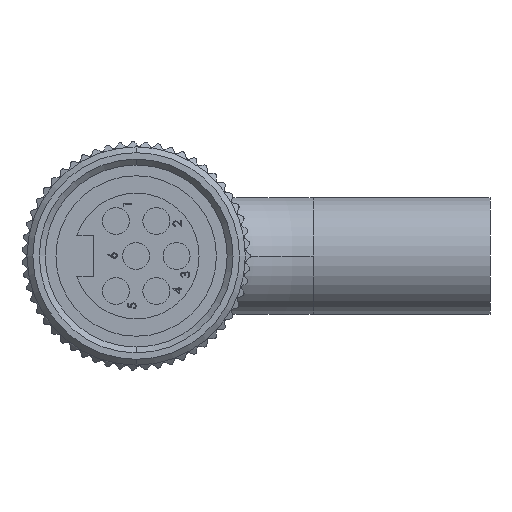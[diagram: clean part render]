
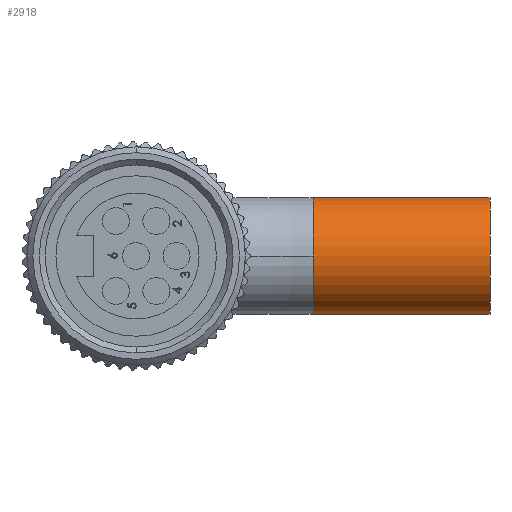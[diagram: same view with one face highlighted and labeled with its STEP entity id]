
A CAD part, left-side view. The second image highlights one B-rep face of the part: STEP entity #2918.
In plain terms, the highlighted cylindrical face has radius 6.605 mm (diameter 13.21 mm), a partial arc.
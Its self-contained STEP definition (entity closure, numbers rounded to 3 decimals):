
#13 = CARTESIAN_POINT ( 'NONE',  ( 71.88, -20., 0. ) ) ;
#1419 = VERTEX_POINT ( 'NONE', #14494 ) ;
#1746 = EDGE_CURVE ( 'NONE', #21265, #12396, #8680, .T. ) ;
#1830 = DIRECTION ( 'NONE',  ( 0., 0., -1. ) ) ;
#2412 = EDGE_CURVE ( 'NONE', #12396, #1419, #13753, .T. ) ;
#2596 = CYLINDRICAL_SURFACE ( 'NONE', #14681, 6.605 ) ;
#2918 = ADVANCED_FACE ( 'NONE', ( #7288 ), #2596, .T. ) ;
#3305 = DIRECTION ( 'NONE',  ( 0., -1., 0. ) ) ;
#4452 = ORIENTED_EDGE ( 'NONE', *, *, #6486, .F. ) ;
#4949 = CARTESIAN_POINT ( 'NONE',  ( 71.88, -20., -6.605 ) ) ;
#5088 = CARTESIAN_POINT ( 'NONE',  ( 71.88, -20., 0. ) ) ;
#5385 = EDGE_LOOP ( 'NONE', ( #7270, #19086, #15582, #14623, #4452 ) ) ;
#6486 = EDGE_CURVE ( 'NONE', #10321, #1419, #21146, .T. ) ;
#6845 = DIRECTION ( 'NONE',  ( 0., 0., -1. ) ) ;
#7196 = CIRCLE ( 'NONE', #20086, 6.605 ) ;
#7270 = ORIENTED_EDGE ( 'NONE', *, *, #8654, .F. ) ;
#7288 = FACE_OUTER_BOUND ( 'NONE', #5385, .T. ) ;
#8654 = EDGE_CURVE ( 'NONE', #15129, #10321, #12482, .T. ) ;
#8680 = CIRCLE ( 'NONE', #14816, 6.605 ) ;
#9188 = CARTESIAN_POINT ( 'NONE',  ( 65.275, -20., 0. ) ) ;
#9618 = CARTESIAN_POINT ( 'NONE',  ( 71.88, -40., 6.605 ) ) ;
#9892 = CARTESIAN_POINT ( 'NONE',  ( 71.88, -20., -6.605 ) ) ;
#9936 = CARTESIAN_POINT ( 'NONE',  ( 71.88, -40., 0. ) ) ;
#10081 = CARTESIAN_POINT ( 'NONE',  ( 71.88, -20., 6.605 ) ) ;
#10165 = CARTESIAN_POINT ( 'NONE',  ( 71.88, -20., 0. ) ) ;
#10321 = VERTEX_POINT ( 'NONE', #9618 ) ;
#11664 = DIRECTION ( 'NONE',  ( 0., 0., -1. ) ) ;
#11812 = AXIS2_PLACEMENT_3D ( 'NONE', #9936, #21972, #11664 ) ;
#12299 = DIRECTION ( 'NONE',  ( 0., -1., 0. ) ) ;
#12396 = VERTEX_POINT ( 'NONE', #4949 ) ;
#12482 = LINE ( 'NONE', #13745, #21646 ) ;
#13676 = DIRECTION ( 'NONE',  ( 0., 0., -1. ) ) ;
#13745 = CARTESIAN_POINT ( 'NONE',  ( 71.88, -20., 6.605 ) ) ;
#13753 = LINE ( 'NONE', #9892, #19391 ) ;
#14494 = CARTESIAN_POINT ( 'NONE',  ( 71.88, -40., -6.605 ) ) ;
#14623 = ORIENTED_EDGE ( 'NONE', *, *, #2412, .T. ) ;
#14681 = AXIS2_PLACEMENT_3D ( 'NONE', #10165, #3305, #13676 ) ;
#14816 = AXIS2_PLACEMENT_3D ( 'NONE', #5088, #17128, #6845 ) ;
#15129 = VERTEX_POINT ( 'NONE', #10081 ) ;
#15582 = ORIENTED_EDGE ( 'NONE', *, *, #1746, .T. ) ;
#17128 = DIRECTION ( 'NONE',  ( 0., -1., 0. ) ) ;
#17519 = EDGE_CURVE ( 'NONE', #15129, #21265, #7196, .T. ) ;
#19086 = ORIENTED_EDGE ( 'NONE', *, *, #17519, .T. ) ;
#19391 = VECTOR ( 'NONE', #21931, 1000. ) ;
#20086 = AXIS2_PLACEMENT_3D ( 'NONE', #13, #12299, #1830 ) ;
#20670 = DIRECTION ( 'NONE',  ( 0., -1., 0. ) ) ;
#21146 = CIRCLE ( 'NONE', #11812, 6.605 ) ;
#21265 = VERTEX_POINT ( 'NONE', #9188 ) ;
#21646 = VECTOR ( 'NONE', #20670, 1000. ) ;
#21931 = DIRECTION ( 'NONE',  ( 0., -1., 0. ) ) ;
#21972 = DIRECTION ( 'NONE',  ( 0., -1., 0. ) ) ;
